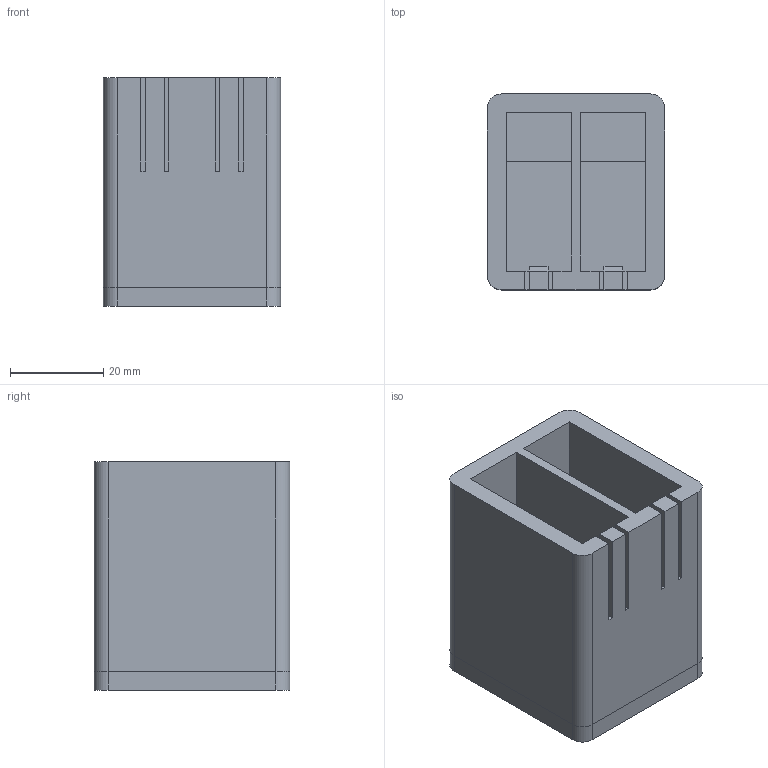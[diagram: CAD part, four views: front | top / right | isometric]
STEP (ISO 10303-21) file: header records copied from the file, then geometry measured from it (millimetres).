
FILE_DESCRIPTION(('FreeCAD Model'),'2;1');
FILE_NAME('Open CASCADE Shape Model','2021-10-21T14:46:57',('Author'),( ''),'Open CASCADE STEP processor 7.5','FreeCAD','Unknown');
FILE_SCHEMA(('AUTOMOTIVE_DESIGN { 1 0 10303 214 1 1 1 1 }'));
Length unit declared in the file: millimetre
Products named in the file (1): Cut
Bounding box: 38 x 42 x 49 mm (x, y, z)
Volume: 35324.9 mm3; surface area: 19985.4 mm2
Topology: 1 solids, 1 shells, 147 faces, 379 edges, 246 vertices
Faces by surface type: plane 95, extrusion 42, cylinder 10
Entity records: 4601 total; most frequent: CARTESIAN_POINT 1151, ORIENTED_EDGE 758, DIRECTION 565, EDGE_CURVE 379, VECTOR 321, LINE 279, VERTEX_POINT 246, FACE_BOUND 159
